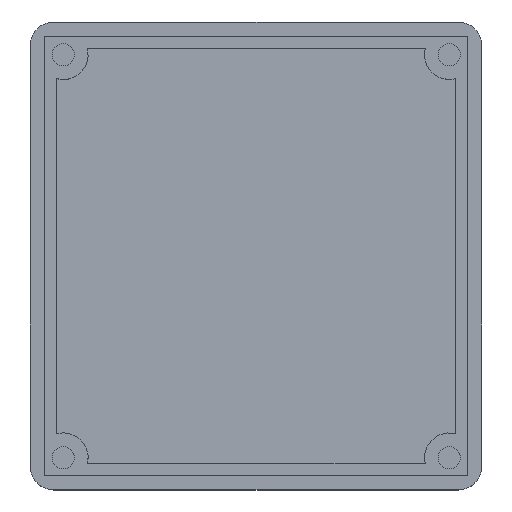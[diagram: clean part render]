
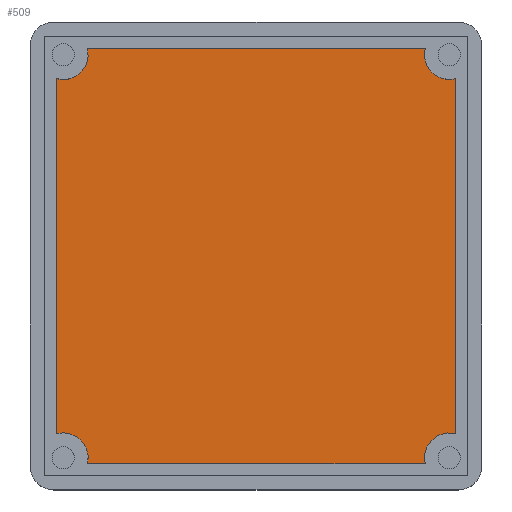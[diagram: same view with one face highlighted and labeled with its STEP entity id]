
A CAD part, top view. The second image highlights one B-rep face of the part: STEP entity #509.
In plain terms, the highlighted planar face has unit normal (0, 0, 1).
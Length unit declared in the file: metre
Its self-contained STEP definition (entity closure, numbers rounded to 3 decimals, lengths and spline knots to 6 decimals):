
#21=LINE('',#804,#65);
#23=LINE('',#808,#67);
#28=LINE('',#818,#72);
#31=LINE('',#832,#75);
#65=VECTOR('',#648,1.);
#67=VECTOR('',#652,1.);
#72=VECTOR('',#659,1.);
#75=VECTOR('',#680,1.);
#172=ORIENTED_EDGE('',*,*,#277,.F.);
#173=ORIENTED_EDGE('',*,*,#271,.T.);
#174=ORIENTED_EDGE('',*,*,#282,.F.);
#175=ORIENTED_EDGE('',*,*,#276,.T.);
#176=ORIENTED_EDGE('',*,*,#281,.F.);
#177=ORIENTED_EDGE('',*,*,#283,.F.);
#178=ORIENTED_EDGE('',*,*,#278,.F.);
#179=ORIENTED_EDGE('',*,*,#269,.F.);
#269=EDGE_CURVE('',#336,#337,#21,.T.);
#271=EDGE_CURVE('',#338,#339,#23,.T.);
#276=EDGE_CURVE('',#340,#341,#28,.T.);
#277=EDGE_CURVE('',#338,#336,#376,.T.);
#278=EDGE_CURVE('',#337,#342,#377,.T.);
#281=EDGE_CURVE('',#343,#341,#378,.T.);
#282=EDGE_CURVE('',#340,#339,#379,.T.);
#283=EDGE_CURVE('',#342,#343,#31,.T.);
#336=VERTEX_POINT('',#803);
#337=VERTEX_POINT('',#805);
#338=VERTEX_POINT('',#809);
#339=VERTEX_POINT('',#810);
#340=VERTEX_POINT('',#815);
#341=VERTEX_POINT('',#817);
#342=VERTEX_POINT('',#823);
#343=VERTEX_POINT('',#827);
#376=CIRCLE('',#562,0.00525);
#377=CIRCLE('',#564,0.00525);
#378=CIRCLE('',#566,0.00525);
#379=CIRCLE('',#568,0.00525);
#414=EDGE_LOOP('',(#172,#173,#174,#175,#176,#177,#178,#179));
#456=FACE_BOUND('',#414,.T.);
#481=PLANE('',#570);
#509=ADVANCED_FACE('',(#456),#481,.T.);
#562=AXIS2_PLACEMENT_3D('',#820,#662,#663);
#564=AXIS2_PLACEMENT_3D('',#822,#666,#667);
#566=AXIS2_PLACEMENT_3D('',#828,#672,#673);
#568=AXIS2_PLACEMENT_3D('',#830,#676,#677);
#570=AXIS2_PLACEMENT_3D('',#833,#681,#682);
#648=DIRECTION('',(1.,0.,0.));
#652=DIRECTION('',(0.,-1.,0.));
#659=DIRECTION('',(1.,0.,0.));
#662=DIRECTION('',(0.,0.,1.));
#663=DIRECTION('',(1.,0.,0.));
#666=DIRECTION('',(0.,0.,1.));
#667=DIRECTION('',(1.,0.,0.));
#672=DIRECTION('',(0.,0.,1.));
#673=DIRECTION('',(1.,0.,0.));
#676=DIRECTION('',(0.,0.,1.));
#677=DIRECTION('',(1.,0.,0.));
#680=DIRECTION('',(0.,-1.,0.));
#681=DIRECTION('',(0.,0.,1.));
#682=DIRECTION('',(1.,0.,0.));
#803=CARTESIAN_POINT('',(0.115559,-0.05121,-0.1173));
#804=CARTESIAN_POINT('',(0.15132,-0.05121,-0.1173));
#805=CARTESIAN_POINT('',(0.187221,-0.05121,-0.1173));
#808=CARTESIAN_POINT('',(0.10898,-0.09526,-0.1173));
#809=CARTESIAN_POINT('',(0.10898,-0.057637,-0.1173));
#810=CARTESIAN_POINT('',(0.10898,-0.132967,-0.1173));
#815=CARTESIAN_POINT('',(0.115581,-0.13931,-0.1173));
#817=CARTESIAN_POINT('',(0.187176,-0.13931,-0.1173));
#818=CARTESIAN_POINT('',(0.15132,-0.13931,-0.1173));
#820=CARTESIAN_POINT('',(0.1105,-0.052612,-0.1173));
#822=CARTESIAN_POINT('',(0.19228,-0.052612,-0.1173));
#823=CARTESIAN_POINT('',(0.19366,-0.057677,-0.1173));
#827=CARTESIAN_POINT('',(0.19366,-0.13294,-0.1173));
#828=CARTESIAN_POINT('',(0.19226,-0.138,-0.1173));
#830=CARTESIAN_POINT('',(0.110499,-0.137992,-0.1173));
#832=CARTESIAN_POINT('',(0.19366,-0.09526,-0.1173));
#833=CARTESIAN_POINT('',(0.15132,-0.09526,-0.1173));
